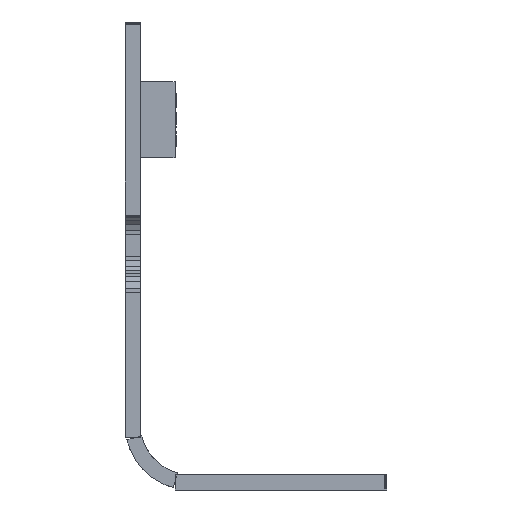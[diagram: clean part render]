
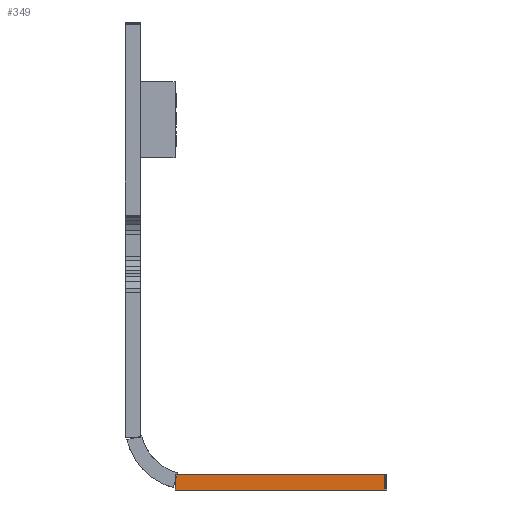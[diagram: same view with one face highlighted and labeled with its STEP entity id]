
A CAD part, left-side view. The second image highlights one B-rep face of the part: STEP entity #349.
In plain terms, the highlighted planar face has unit normal (-1, 0, 0).
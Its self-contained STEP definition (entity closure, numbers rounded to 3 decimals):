
#233 = EDGE_CURVE('',#234,#236,#238,.T.);
#234 = VERTEX_POINT('',#235);
#235 = CARTESIAN_POINT('',(342.478,251.522,
    -0.401));
#236 = VERTEX_POINT('',#237);
#237 = CARTESIAN_POINT('',(342.478,246.033,
    -0.401));
#238 = LINE('',#239,#240);
#239 = CARTESIAN_POINT('',(342.478,251.522,
    -0.401));
#240 = VECTOR('',#241,1.);
#241 = DIRECTION('',(0.,-1.,0.));
#349 = ADVANCED_FACE('',(#350),#375,.F.);
#350 = FACE_BOUND('',#351,.T.);
#351 = EDGE_LOOP('',(#352,#353,#361,#369));
#352 = ORIENTED_EDGE('',*,*,#233,.T.);
#353 = ORIENTED_EDGE('',*,*,#354,.T.);
#354 = EDGE_CURVE('',#236,#355,#357,.T.);
#355 = VERTEX_POINT('',#356);
#356 = CARTESIAN_POINT('',(342.478,246.033,
    0.));
#357 = LINE('',#358,#359);
#358 = CARTESIAN_POINT('',(342.478,246.033,
    -0.401));
#359 = VECTOR('',#360,1.);
#360 = DIRECTION('',(0.,0.,1.));
#361 = ORIENTED_EDGE('',*,*,#362,.F.);
#362 = EDGE_CURVE('',#363,#355,#365,.T.);
#363 = VERTEX_POINT('',#364);
#364 = CARTESIAN_POINT('',(342.478,251.522,
    0.));
#365 = LINE('',#366,#367);
#366 = CARTESIAN_POINT('',(342.478,251.522,
    0.));
#367 = VECTOR('',#368,1.);
#368 = DIRECTION('',(0.,-1.,0.));
#369 = ORIENTED_EDGE('',*,*,#370,.F.);
#370 = EDGE_CURVE('',#234,#363,#371,.T.);
#371 = LINE('',#372,#373);
#372 = CARTESIAN_POINT('',(342.478,251.522,
    -0.401));
#373 = VECTOR('',#374,1.);
#374 = DIRECTION('',(0.,0.,1.));
#375 = PLANE('',#376);
#376 = AXIS2_PLACEMENT_3D('',#377,#378,#379);
#377 = CARTESIAN_POINT('',(342.478,251.522,
    -0.401));
#378 = DIRECTION('',(1.,0.,0.));
#379 = DIRECTION('',(0.,0.,1.));
